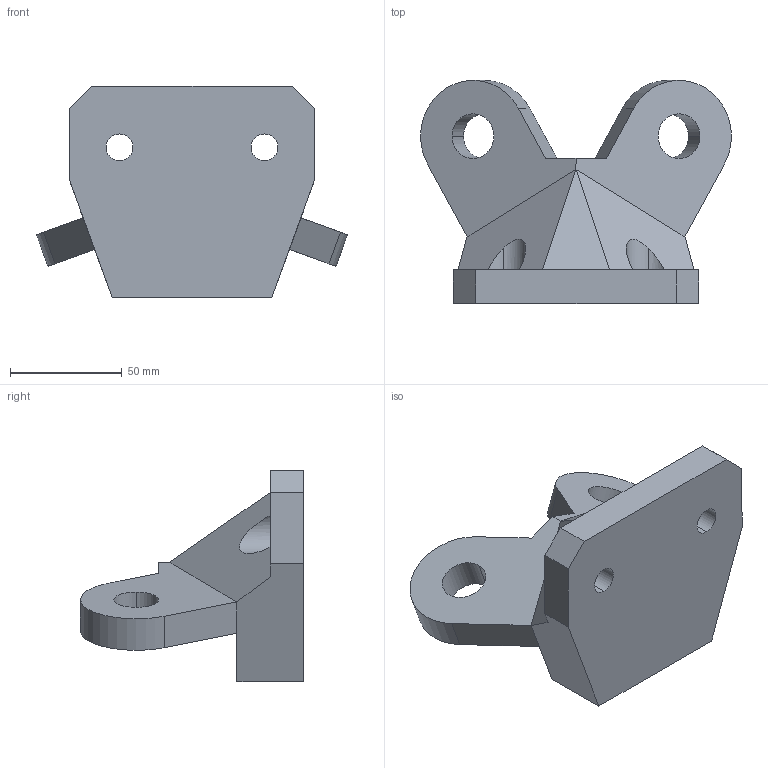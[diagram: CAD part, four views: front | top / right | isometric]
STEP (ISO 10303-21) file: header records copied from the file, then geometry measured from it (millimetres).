
FILE_DESCRIPTION (( 'STEP AP214' ), '1' );
FILE_NAME ('Part23.STEP', '2025-03-03T12:52:55', ( '' ), ( '' ), 'SwSTEP 2.0', 'SolidWorks 2024', '' );
FILE_SCHEMA (( 'AUTOMOTIVE_DESIGN' ));
Length unit declared in the file: millimetre
Products named in the file (1): Part23
Bounding box: 139.33 x 100 x 95 mm (x, y, z)
Volume: 338375.8 mm3; surface area: 46340.2 mm2
Topology: 1 solids, 1 shells, 41 faces, 107 edges, 68 vertices
Faces by surface type: plane 23, cylinder 14, cone 4
Entity records: 1288 total; most frequent: CARTESIAN_POINT 229, DIRECTION 215, ORIENTED_EDGE 214, EDGE_CURVE 107, LINE 75, VECTOR 75, AXIS2_PLACEMENT_3D 70, VERTEX_POINT 68
